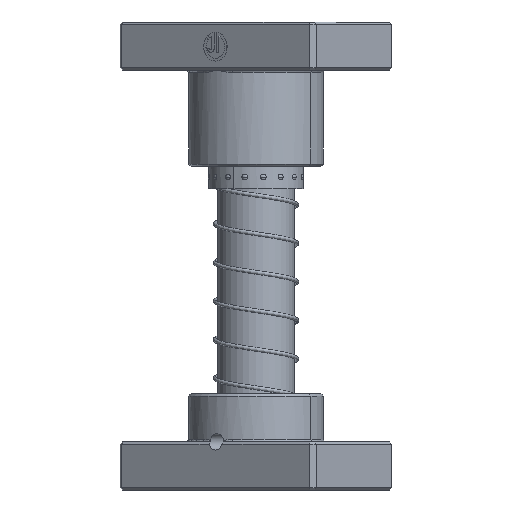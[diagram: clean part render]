
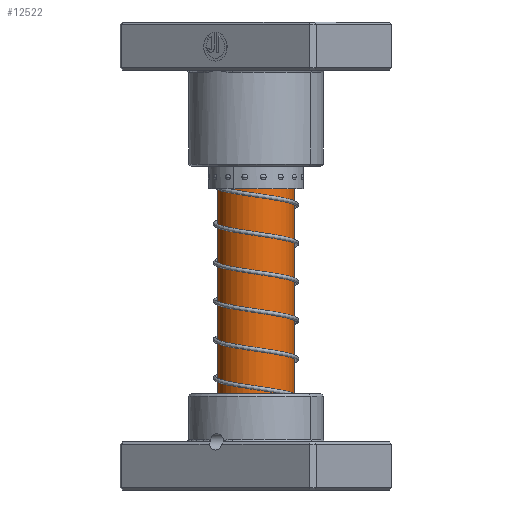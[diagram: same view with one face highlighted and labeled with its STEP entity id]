
A CAD part, front view. The second image highlights one B-rep face of the part: STEP entity #12522.
In plain terms, the highlighted cylindrical face has radius 16 mm (diameter 32 mm), a partial arc.
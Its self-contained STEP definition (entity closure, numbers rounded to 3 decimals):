
#390 = CARTESIAN_POINT ( 'NONE',  ( 16., 0., 157. ) ) ;
#620 = DIRECTION ( 'NONE',  ( 0., 0., -1. ) ) ;
#1236 = CARTESIAN_POINT ( 'NONE',  ( 0., 0., 157. ) ) ;
#3734 = ORIENTED_EDGE ( 'NONE', *, *, #19967, .T. ) ;
#4142 = VERTEX_POINT ( 'NONE', #23937 ) ;
#4333 = CYLINDRICAL_SURFACE ( 'NONE', #35356, 16. ) ;
#4494 = DIRECTION ( 'NONE',  ( 1., 0., 0. ) ) ;
#5525 = LINE ( 'NONE', #40910, #14290 ) ;
#6217 = AXIS2_PLACEMENT_3D ( 'NONE', #20189, #620, #23432 ) ;
#6271 = CARTESIAN_POINT ( 'NONE',  ( -16., 0., 157. ) ) ;
#6568 = VECTOR ( 'NONE', #33932, 1000. ) ;
#9161 = DIRECTION ( 'NONE',  ( 0., 0., -1. ) ) ;
#10107 = CIRCLE ( 'NONE', #6217, 16. ) ;
#10711 = VERTEX_POINT ( 'NONE', #6271 ) ;
#10920 = ORIENTED_EDGE ( 'NONE', *, *, #28695, .F. ) ;
#12522 = ADVANCED_FACE ( 'NONE', ( #21710 ), #4333, .T. ) ;
#14290 = VECTOR ( 'NONE', #9161, 1000. ) ;
#15325 = LINE ( 'NONE', #30736, #6568 ) ;
#16763 = DIRECTION ( 'NONE',  ( -1., 0., 0. ) ) ;
#16820 = EDGE_CURVE ( 'NONE', #20100, #4142, #15325, .T. ) ;
#16901 = CARTESIAN_POINT ( 'NONE',  ( 0., 0., 160. ) ) ;
#19967 = EDGE_CURVE ( 'NONE', #10711, #22465, #5525, .T. ) ;
#20100 = VERTEX_POINT ( 'NONE', #390 ) ;
#20189 = CARTESIAN_POINT ( 'NONE',  ( 0., 0., 24.25 ) ) ;
#21710 = FACE_OUTER_BOUND ( 'NONE', #35627, .T. ) ;
#22465 = VERTEX_POINT ( 'NONE', #33412 ) ;
#23432 = DIRECTION ( 'NONE',  ( -1., 0., 0. ) ) ;
#23937 = CARTESIAN_POINT ( 'NONE',  ( 16., 0., 24.25 ) ) ;
#24037 = DIRECTION ( 'NONE',  ( 0., 0., -1. ) ) ;
#28486 = ORIENTED_EDGE ( 'NONE', *, *, #39785, .T. ) ;
#28695 = EDGE_CURVE ( 'NONE', #4142, #22465, #10107, .T. ) ;
#30563 = AXIS2_PLACEMENT_3D ( 'NONE', #1236, #24037, #4494 ) ;
#30736 = CARTESIAN_POINT ( 'NONE',  ( 16., 0., 160. ) ) ;
#33412 = CARTESIAN_POINT ( 'NONE',  ( -16., 0., 24.25 ) ) ;
#33487 = ORIENTED_EDGE ( 'NONE', *, *, #16820, .F. ) ;
#33932 = DIRECTION ( 'NONE',  ( 0., 0., -1. ) ) ;
#35356 = AXIS2_PLACEMENT_3D ( 'NONE', #16901, #39281, #16763 ) ;
#35627 = EDGE_LOOP ( 'NONE', ( #33487, #28486, #3734, #10920 ) ) ;
#36426 = CIRCLE ( 'NONE', #30563, 16. ) ;
#39281 = DIRECTION ( 'NONE',  ( 0., 0., -1. ) ) ;
#39785 = EDGE_CURVE ( 'NONE', #20100, #10711, #36426, .T. ) ;
#40910 = CARTESIAN_POINT ( 'NONE',  ( -16., 0., 160. ) ) ;
